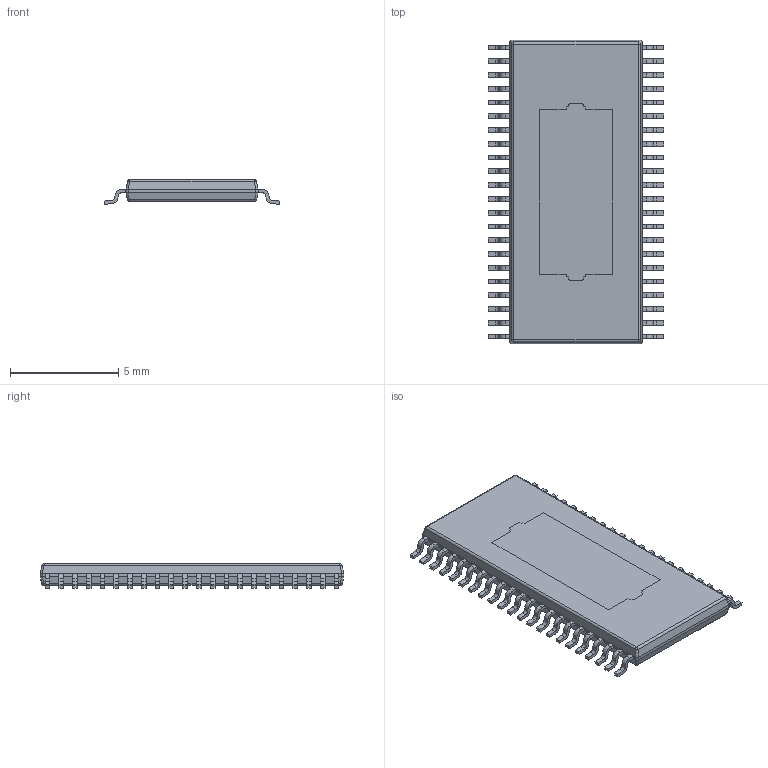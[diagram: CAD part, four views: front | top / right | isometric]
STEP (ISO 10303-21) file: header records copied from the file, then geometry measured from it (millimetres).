
FILE_DESCRIPTION((''),'2;1');
FILE_NAME('DDV0044E_ASM','2019-01-28T10:00:35',('a0412086'),(''),'CREO PARAMETRIC BY PTC INC, 2018020','CREO PARAMETRIC BY PTC INC, 2018020','');
FILE_SCHEMA(('AUTOMOTIVE_DESIGN { 1 0 10303 214 1 1 1 1 }'));
Length unit declared in the file: millimetre
Products named in the file (5): BODY-TSSOP; LEAD-TSSOP; PIN1; DAP; DDV0044E_ASM
Assembly tree (47 placements, depth 2):
  DDV0044E_ASM
    BODY-TSSOP
    LEAD-TSSOP  x44
    PIN1
    DAP
Bounding box: 8.1 x 14 x 1.13 mm (x, y, z)
Volume: 85.6 mm3; surface area: 306.2 mm2
Topology: 46 solids, 46 shells, 717 faces, 1848 edges, 1224 vertices
Faces by surface type: plane 513, cylinder 196, sphere 8
Entity records: 5434 total; most frequent: CARTESIAN_POINT 849, DIRECTION 707, ORIENTED_EDGE 600, PRESENTATION_STYLE_ASSIGNMENT 303, STYLED_ITEM 303, CURVE_STYLE 300, EDGE_CURVE 300, VECTOR 244
